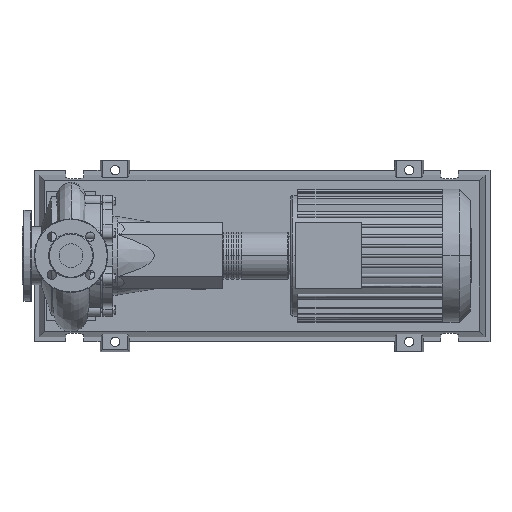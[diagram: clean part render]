
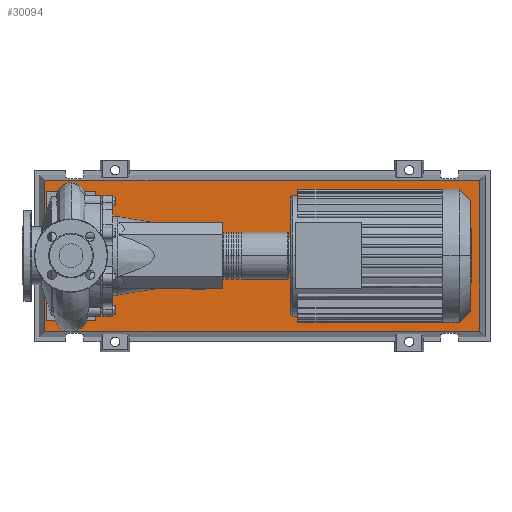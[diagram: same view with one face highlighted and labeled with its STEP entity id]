
A CAD part, top view. The second image highlights one B-rep face of the part: STEP entity #30094.
In plain terms, the highlighted planar face has unit normal (0, 0, 1).
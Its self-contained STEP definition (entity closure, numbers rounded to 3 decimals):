
#29775=CARTESIAN_POINT('',(833.292,-153.292,83.0));
#29776=VERTEX_POINT('',#29775);
#29783=CARTESIAN_POINT('',(-53.292,-153.292,83.0));
#29784=VERTEX_POINT('',#29783);
#29785=CARTESIAN_POINT('',(833.292,-153.292,83.0));
#29786=DIRECTION('',(-1.0,0.0,0.0));
#29787=VECTOR('',#29786,886.584);
#29788=LINE('',#29785,#29787);
#29789=EDGE_CURVE('',#29776,#29784,#29788,.T.);
#30007=CARTESIAN_POINT('',(833.292,153.292,83.0));
#30008=VERTEX_POINT('',#30007);
#30009=CARTESIAN_POINT('',(833.292,153.292,83.0));
#30010=DIRECTION('',(0.0,-1.0,0.0));
#30011=VECTOR('',#30010,306.584);
#30012=LINE('',#30009,#30011);
#30013=EDGE_CURVE('',#30008,#29776,#30012,.T.);
#30031=CARTESIAN_POINT('',(-53.292,153.292,83.0));
#30032=VERTEX_POINT('',#30031);
#30033=CARTESIAN_POINT('',(-53.292,-153.292,83.0));
#30034=DIRECTION('',(0.0,1.0,0.0));
#30035=VECTOR('',#30034,306.584);
#30036=LINE('',#30033,#30035);
#30037=EDGE_CURVE('',#29784,#30032,#30036,.T.);
#30070=CARTESIAN_POINT('',(-53.292,153.292,83.0));
#30071=DIRECTION('',(1.0,0.0,0.0));
#30072=VECTOR('',#30071,886.584);
#30073=LINE('',#30070,#30072);
#30074=EDGE_CURVE('',#30032,#30008,#30073,.T.);
#30083=CARTESIAN_POINT('',(390.,0.,83.0));
#30084=DIRECTION('',(0.0,0.0,1.0));
#30085=DIRECTION('',(1.0,0.0,0.0));
#30086=AXIS2_PLACEMENT_3D('',#30083,#30084,#30085);
#30087=PLANE('',#30086);
#30088=ORIENTED_EDGE('',*,*,#30013,.F.);
#30089=ORIENTED_EDGE('',*,*,#30074,.F.);
#30090=ORIENTED_EDGE('',*,*,#30037,.F.);
#30091=ORIENTED_EDGE('',*,*,#29789,.F.);
#30092=EDGE_LOOP('',(#30088,#30089,#30090,#30091));
#30093=FACE_OUTER_BOUND('',#30092,.T.);
#30094=ADVANCED_FACE('',(#30093),#30087,.T.);
